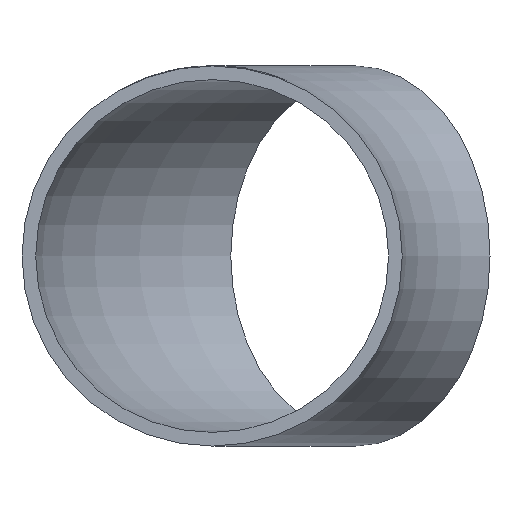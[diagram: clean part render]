
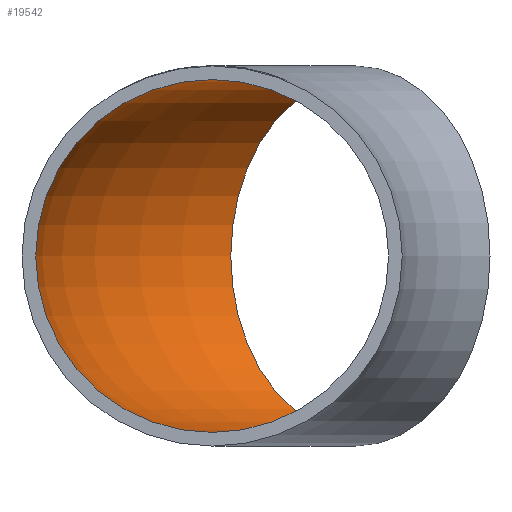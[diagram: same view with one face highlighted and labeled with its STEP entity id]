
A CAD part, front view. The second image highlights one B-rep face of the part: STEP entity #19542.
In plain terms, the highlighted toroidal (fillet/blend) face has major radius 114.5 mm and minor radius 41.25 mm.
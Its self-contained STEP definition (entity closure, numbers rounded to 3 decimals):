
#452 = AXIS2_PLACEMENT_3D ( 'NONE', #22812, #3018, #22689 ) ;
#2208 = FACE_OUTER_BOUND ( 'NONE', #7255, .T. ) ;
#3018 = DIRECTION ( 'NONE',  ( 0.707, 0.707, 0. ) ) ;
#4632 = CIRCLE ( 'NONE', #18505, 41.25 ) ;
#5075 = DIRECTION ( 'NONE',  ( 0., 1., 0. ) ) ;
#7037 = TOROIDAL_SURFACE ( 'NONE', #11509, 114.5, 41.25 ) ;
#7255 = EDGE_LOOP ( 'NONE', ( #16572 ) ) ;
#8144 = EDGE_CURVE ( 'NONE', #13275, #13275, #19242, .T. ) ;
#11509 = AXIS2_PLACEMENT_3D ( 'NONE', #23669, #17528, #11535 ) ;
#11535 = DIRECTION ( 'NONE',  ( -1., 0., 0. ) ) ;
#11663 = FACE_OUTER_BOUND ( 'NONE', #21326, .T. ) ;
#12469 = CARTESIAN_POINT ( 'NONE',  ( -114.5, 0., 0. ) ) ;
#13275 = VERTEX_POINT ( 'NONE', #18899 ) ;
#13317 = DIRECTION ( 'NONE',  ( 0., 0., 1. ) ) ;
#14660 = CARTESIAN_POINT ( 'NONE',  ( -114.5, 0., 41.25 ) ) ;
#16572 = ORIENTED_EDGE ( 'NONE', *, *, #23187, .F. ) ;
#17528 = DIRECTION ( 'NONE',  ( 0., 0., -1. ) ) ;
#18505 = AXIS2_PLACEMENT_3D ( 'NONE', #12469, #5075, #13317 ) ;
#18899 = CARTESIAN_POINT ( 'NONE',  ( -110.132, 110.132, 0. ) ) ;
#19242 = CIRCLE ( 'NONE', #452, 41.25 ) ;
#19542 = ADVANCED_FACE ( 'NONE', ( #11663, #2208 ), #7037, .F. ) ;
#21326 = EDGE_LOOP ( 'NONE', ( #23759 ) ) ;
#22689 = DIRECTION ( 'NONE',  ( -0.707, 0.707, 0. ) ) ;
#22812 = CARTESIAN_POINT ( 'NONE',  ( -80.964, 80.964, 0. ) ) ;
#23187 = EDGE_CURVE ( 'NONE', #24649, #24649, #4632, .T. ) ;
#23669 = CARTESIAN_POINT ( 'NONE',  ( 0., 0., 0. ) ) ;
#23759 = ORIENTED_EDGE ( 'NONE', *, *, #8144, .T. ) ;
#24649 = VERTEX_POINT ( 'NONE', #14660 ) ;
